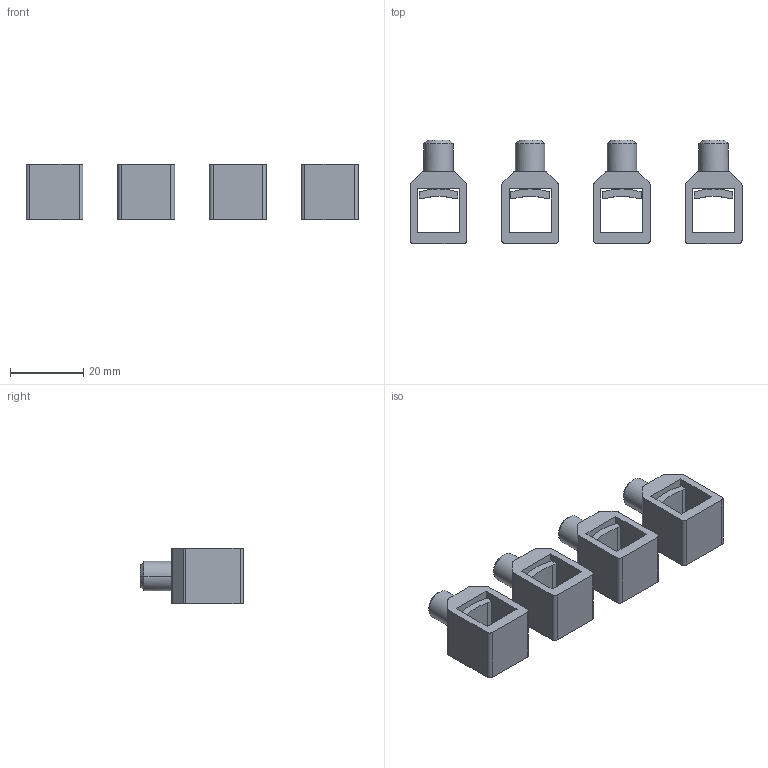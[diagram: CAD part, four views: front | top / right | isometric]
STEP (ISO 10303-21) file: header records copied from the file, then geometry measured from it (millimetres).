
FILE_DESCRIPTION(('CATIA V5 STEP Exchange'),'2;1');
FILE_NAME('1SDH001295R0121_1PA_001_00_XT1_4P_PLUG-IN_FCCuAl_SUP.stp','2014-11-11T15:22:05+00:00',('none'),('none'),'CATIA Version 5 Release 20 SP 1 (IN-10)','CATIA V5 STEP AP214','none');
FILE_SCHEMA(('AUTOMOTIVE_DESIGN { 1 0 10303 214 1 1 1 1 }'));
Length unit declared in the file: millimetre
Products named in the file (1): 1SDH001295R0121_1PA_001_00_XT1_4P_PLUG-IN_FCCuAl_SUP
Bounding box: 90.5 x 28.2 x 15 mm (x, y, z)
Volume: 11983.7 mm3; surface area: 10087.9 mm2
Topology: 8 solids, 8 shells, 128 faces, 328 edges, 216 vertices
Faces by surface type: plane 80, cylinder 40, cone 8
Entity records: 4570 total; most frequent: CARTESIAN_POINT 680, ORIENTED_EDGE 656, DIRECTION 486, EDGE_CURVE 328, VECTOR 224, LINE 224, VERTEX_POINT 216, AXIS2_PLACEMENT_3D 176
